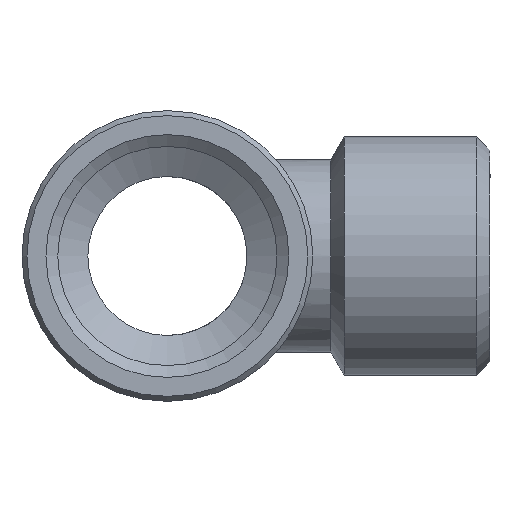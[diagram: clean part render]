
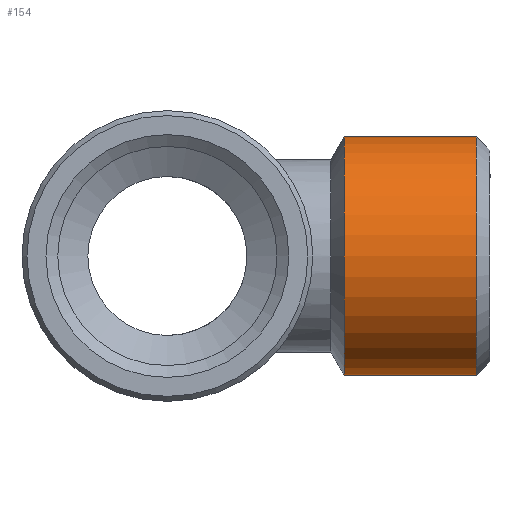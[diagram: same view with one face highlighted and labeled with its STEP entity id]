
A CAD part, left-side view. The second image highlights one B-rep face of the part: STEP entity #154.
In plain terms, the highlighted cylindrical face has radius 13.15 mm (diameter 26.3 mm), a full revolution.
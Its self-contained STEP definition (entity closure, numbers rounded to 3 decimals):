
#154 = ADVANCED_FACE( 'NONE', ( #357, #358 ), #359, .T. );
#357 = FACE_OUTER_BOUND( '', #990, .T. );
#358 = FACE_OUTER_BOUND( '', #991, .T. );
#359 = CYLINDRICAL_SURFACE( '', #992, 13.15 );
#990 = EDGE_LOOP( '', ( #1612 ) );
#991 = EDGE_LOOP( '', ( #1613 ) );
#992 = AXIS2_PLACEMENT_3D( '', #1614, #1615, #1616 );
#1612 = ORIENTED_EDGE( '', *, *, #1893, .F. );
#1613 = ORIENTED_EDGE( '', *, *, #1803, .T. );
#1614 = CARTESIAN_POINT( '', ( 0., -187., 0. ) );
#1615 = DIRECTION( '', ( 0., 1., 0. ) );
#1616 = DIRECTION( '', ( 0., 0., -1. ) );
#1803 = EDGE_CURVE( 'NONE', #2080, #2080, #2081, .T. );
#1893 = EDGE_CURVE( 'NONE', #2223, #2223, #2224, .T. );
#2080 = VERTEX_POINT( '', #2669 );
#2081 = CIRCLE( '', #2670, 13.15 );
#2223 = VERTEX_POINT( '', #3071 );
#2224 = CIRCLE( '', #3072, 13.15 );
#2669 = CARTESIAN_POINT( '', ( 0., -19.472, -13.15 ) );
#2670 = AXIS2_PLACEMENT_3D( '', #3309, #3310, #3311 );
#3071 = CARTESIAN_POINT( '', ( 0., -34., 13.15 ) );
#3072 = AXIS2_PLACEMENT_3D( '', #3466, #3467, #3468 );
#3309 = CARTESIAN_POINT( '', ( 0., -19.472, 0. ) );
#3310 = DIRECTION( '', ( 0., -1., 0. ) );
#3311 = DIRECTION( '', ( 0., 0., -1. ) );
#3466 = CARTESIAN_POINT( '', ( 0., -34., 0. ) );
#3467 = DIRECTION( '', ( 0., -1., 0. ) );
#3468 = DIRECTION( '', ( 0., 0., 1. ) );
